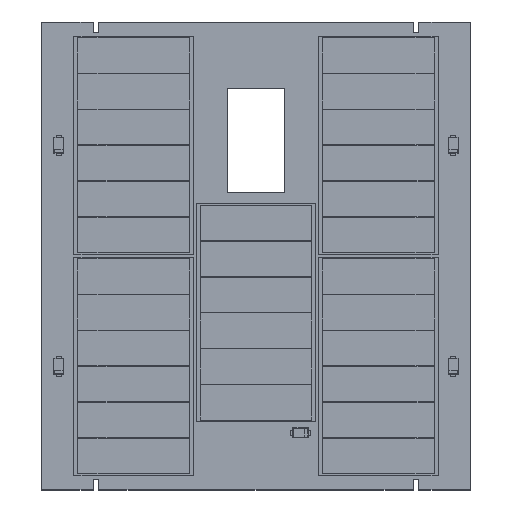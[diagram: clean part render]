
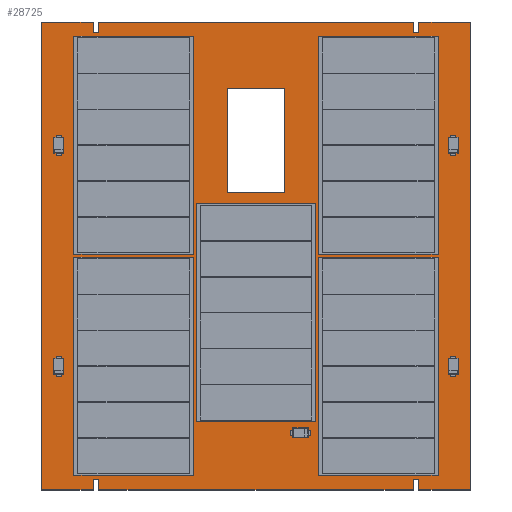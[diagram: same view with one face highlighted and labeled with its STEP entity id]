
A CAD part, top view. The second image highlights one B-rep face of the part: STEP entity #28725.
In plain terms, the highlighted planar face has unit normal (0, 0, 1).
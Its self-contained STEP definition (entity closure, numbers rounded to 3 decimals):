
#27826 = VERTEX_POINT('',#27827);
#27827 = CARTESIAN_POINT('',(116.021,-52.775,1.6));
#27833 = EDGE_CURVE('',#27826,#27834,#27836,.T.);
#27834 = VERTEX_POINT('',#27835);
#27835 = CARTESIAN_POINT('',(117.021,-52.775,1.6));
#27836 = LINE('',#27837,#27838);
#27837 = CARTESIAN_POINT('',(116.021,-52.775,1.6));
#27838 = VECTOR('',#27839,1.);
#27839 = DIRECTION('',(1.,0.,0.));
#27864 = EDGE_CURVE('',#27834,#27865,#27867,.T.);
#27865 = VERTEX_POINT('',#27866);
#27866 = CARTESIAN_POINT('',(117.021,-50.775,1.6));
#27867 = LINE('',#27868,#27869);
#27868 = CARTESIAN_POINT('',(117.021,-52.775,1.6));
#27869 = VECTOR('',#27870,1.);
#27870 = DIRECTION('',(0.,1.,0.));
#27895 = EDGE_CURVE('',#27865,#27896,#27898,.T.);
#27896 = VERTEX_POINT('',#27897);
#27897 = CARTESIAN_POINT('',(177.621,-50.775,1.6));
#27898 = LINE('',#27899,#27900);
#27899 = CARTESIAN_POINT('',(117.021,-50.775,1.6));
#27900 = VECTOR('',#27901,1.);
#27901 = DIRECTION('',(1.,0.,0.));
#27926 = EDGE_CURVE('',#27896,#27927,#27929,.T.);
#27927 = VERTEX_POINT('',#27928);
#27928 = CARTESIAN_POINT('',(177.621,-52.775,1.6));
#27929 = LINE('',#27930,#27931);
#27930 = CARTESIAN_POINT('',(177.621,-50.775,1.6));
#27931 = VECTOR('',#27932,1.);
#27932 = DIRECTION('',(0.,-1.,0.));
#27957 = EDGE_CURVE('',#27927,#27958,#27960,.T.);
#27958 = VERTEX_POINT('',#27959);
#27959 = CARTESIAN_POINT('',(178.621,-52.775,1.6));
#27960 = LINE('',#27961,#27962);
#27961 = CARTESIAN_POINT('',(177.621,-52.775,1.6));
#27962 = VECTOR('',#27963,1.);
#27963 = DIRECTION('',(1.,0.,0.));
#27988 = EDGE_CURVE('',#27958,#27989,#27991,.T.);
#27989 = VERTEX_POINT('',#27990);
#27990 = CARTESIAN_POINT('',(178.621,-50.775,1.6));
#27991 = LINE('',#27992,#27993);
#27992 = CARTESIAN_POINT('',(178.621,-52.775,1.6));
#27993 = VECTOR('',#27994,1.);
#27994 = DIRECTION('',(0.,1.,0.));
#28019 = EDGE_CURVE('',#27989,#28020,#28022,.T.);
#28020 = VERTEX_POINT('',#28021);
#28021 = CARTESIAN_POINT('',(188.621,-50.775,1.6));
#28022 = LINE('',#28023,#28024);
#28023 = CARTESIAN_POINT('',(178.621,-50.775,1.6));
#28024 = VECTOR('',#28025,1.);
#28025 = DIRECTION('',(1.,0.,0.));
#28050 = EDGE_CURVE('',#28020,#28051,#28053,.T.);
#28051 = VERTEX_POINT('',#28052);
#28052 = CARTESIAN_POINT('',(188.621,-140.775,1.6));
#28053 = LINE('',#28054,#28055);
#28054 = CARTESIAN_POINT('',(188.621,-50.775,1.6));
#28055 = VECTOR('',#28056,1.);
#28056 = DIRECTION('',(0.,-1.,0.));
#28081 = EDGE_CURVE('',#28051,#28082,#28084,.T.);
#28082 = VERTEX_POINT('',#28083);
#28083 = CARTESIAN_POINT('',(178.621,-140.775,1.6));
#28084 = LINE('',#28085,#28086);
#28085 = CARTESIAN_POINT('',(188.621,-140.775,1.6));
#28086 = VECTOR('',#28087,1.);
#28087 = DIRECTION('',(-1.,0.,0.));
#28112 = EDGE_CURVE('',#28082,#28113,#28115,.T.);
#28113 = VERTEX_POINT('',#28114);
#28114 = CARTESIAN_POINT('',(178.621,-138.775,1.6));
#28115 = LINE('',#28116,#28117);
#28116 = CARTESIAN_POINT('',(178.621,-140.775,1.6));
#28117 = VECTOR('',#28118,1.);
#28118 = DIRECTION('',(0.,1.,0.));
#28143 = EDGE_CURVE('',#28113,#28144,#28146,.T.);
#28144 = VERTEX_POINT('',#28145);
#28145 = CARTESIAN_POINT('',(177.621,-138.775,1.6));
#28146 = LINE('',#28147,#28148);
#28147 = CARTESIAN_POINT('',(178.621,-138.775,1.6));
#28148 = VECTOR('',#28149,1.);
#28149 = DIRECTION('',(-1.,0.,0.));
#28174 = EDGE_CURVE('',#28144,#28175,#28177,.T.);
#28175 = VERTEX_POINT('',#28176);
#28176 = CARTESIAN_POINT('',(177.621,-140.775,1.6));
#28177 = LINE('',#28178,#28179);
#28178 = CARTESIAN_POINT('',(177.621,-138.775,1.6));
#28179 = VECTOR('',#28180,1.);
#28180 = DIRECTION('',(0.,-1.,0.));
#28205 = EDGE_CURVE('',#28175,#28206,#28208,.T.);
#28206 = VERTEX_POINT('',#28207);
#28207 = CARTESIAN_POINT('',(167.621,-140.775,1.6));
#28208 = LINE('',#28209,#28210);
#28209 = CARTESIAN_POINT('',(177.621,-140.775,1.6));
#28210 = VECTOR('',#28211,1.);
#28211 = DIRECTION('',(-1.,0.,0.));
#28236 = EDGE_CURVE('',#28206,#28237,#28239,.T.);
#28237 = VERTEX_POINT('',#28238);
#28238 = CARTESIAN_POINT('',(154.121,-140.775,1.6));
#28239 = LINE('',#28240,#28241);
#28240 = CARTESIAN_POINT('',(167.621,-140.775,1.6));
#28241 = VECTOR('',#28242,1.);
#28242 = DIRECTION('',(-1.,0.,0.));
#28267 = EDGE_CURVE('',#28237,#28268,#28270,.T.);
#28268 = VERTEX_POINT('',#28269);
#28269 = CARTESIAN_POINT('',(140.521,-140.775,1.6));
#28270 = LINE('',#28271,#28272);
#28271 = CARTESIAN_POINT('',(154.121,-140.775,1.6));
#28272 = VECTOR('',#28273,1.);
#28273 = DIRECTION('',(-1.,0.,0.));
#28298 = EDGE_CURVE('',#28268,#28299,#28301,.T.);
#28299 = VERTEX_POINT('',#28300);
#28300 = CARTESIAN_POINT('',(127.021,-140.775,1.6));
#28301 = LINE('',#28302,#28303);
#28302 = CARTESIAN_POINT('',(140.521,-140.775,1.6));
#28303 = VECTOR('',#28304,1.);
#28304 = DIRECTION('',(-1.,0.,0.));
#28329 = EDGE_CURVE('',#28299,#28330,#28332,.T.);
#28330 = VERTEX_POINT('',#28331);
#28331 = CARTESIAN_POINT('',(117.021,-140.775,1.6));
#28332 = LINE('',#28333,#28334);
#28333 = CARTESIAN_POINT('',(127.021,-140.775,1.6));
#28334 = VECTOR('',#28335,1.);
#28335 = DIRECTION('',(-1.,0.,0.));
#28360 = EDGE_CURVE('',#28330,#28361,#28363,.T.);
#28361 = VERTEX_POINT('',#28362);
#28362 = CARTESIAN_POINT('',(117.021,-138.775,1.6));
#28363 = LINE('',#28364,#28365);
#28364 = CARTESIAN_POINT('',(117.021,-140.775,1.6));
#28365 = VECTOR('',#28366,1.);
#28366 = DIRECTION('',(0.,1.,0.));
#28391 = EDGE_CURVE('',#28361,#28392,#28394,.T.);
#28392 = VERTEX_POINT('',#28393);
#28393 = CARTESIAN_POINT('',(116.021,-138.775,1.6));
#28394 = LINE('',#28395,#28396);
#28395 = CARTESIAN_POINT('',(117.021,-138.775,1.6));
#28396 = VECTOR('',#28397,1.);
#28397 = DIRECTION('',(-1.,0.,0.));
#28422 = EDGE_CURVE('',#28392,#28423,#28425,.T.);
#28423 = VERTEX_POINT('',#28424);
#28424 = CARTESIAN_POINT('',(116.021,-140.775,1.6));
#28425 = LINE('',#28426,#28427);
#28426 = CARTESIAN_POINT('',(116.021,-138.775,1.6));
#28427 = VECTOR('',#28428,1.);
#28428 = DIRECTION('',(0.,-1.,0.));
#28453 = EDGE_CURVE('',#28423,#28454,#28456,.T.);
#28454 = VERTEX_POINT('',#28455);
#28455 = CARTESIAN_POINT('',(106.021,-140.775,1.6));
#28456 = LINE('',#28457,#28458);
#28457 = CARTESIAN_POINT('',(116.021,-140.775,1.6));
#28458 = VECTOR('',#28459,1.);
#28459 = DIRECTION('',(-1.,0.,0.));
#28484 = EDGE_CURVE('',#28454,#28485,#28487,.T.);
#28485 = VERTEX_POINT('',#28486);
#28486 = CARTESIAN_POINT('',(106.021,-50.775,1.6));
#28487 = LINE('',#28488,#28489);
#28488 = CARTESIAN_POINT('',(106.021,-140.775,1.6));
#28489 = VECTOR('',#28490,1.);
#28490 = DIRECTION('',(0.,1.,0.));
#28515 = EDGE_CURVE('',#28485,#28516,#28518,.T.);
#28516 = VERTEX_POINT('',#28517);
#28517 = CARTESIAN_POINT('',(116.021,-50.775,1.6));
#28518 = LINE('',#28519,#28520);
#28519 = CARTESIAN_POINT('',(106.021,-50.775,1.6));
#28520 = VECTOR('',#28521,1.);
#28521 = DIRECTION('',(1.,0.,0.));
#28546 = EDGE_CURVE('',#28516,#27826,#28547,.T.);
#28547 = LINE('',#28548,#28549);
#28548 = CARTESIAN_POINT('',(116.021,-50.775,1.6));
#28549 = VECTOR('',#28550,1.);
#28550 = DIRECTION('',(0.,-1.,0.));
#28570 = VERTEX_POINT('',#28571);
#28571 = CARTESIAN_POINT('',(141.821,-83.575,1.6));
#28577 = EDGE_CURVE('',#28570,#28578,#28580,.T.);
#28578 = VERTEX_POINT('',#28579);
#28579 = CARTESIAN_POINT('',(152.821,-83.575,1.6));
#28580 = LINE('',#28581,#28582);
#28581 = CARTESIAN_POINT('',(141.821,-83.575,1.6));
#28582 = VECTOR('',#28583,1.);
#28583 = DIRECTION('',(1.,0.,0.));
#28608 = EDGE_CURVE('',#28578,#28609,#28611,.T.);
#28609 = VERTEX_POINT('',#28610);
#28610 = CARTESIAN_POINT('',(152.821,-63.575,1.6));
#28611 = LINE('',#28612,#28613);
#28612 = CARTESIAN_POINT('',(152.821,-83.575,1.6));
#28613 = VECTOR('',#28614,1.);
#28614 = DIRECTION('',(0.,1.,0.));
#28639 = EDGE_CURVE('',#28609,#28640,#28642,.T.);
#28640 = VERTEX_POINT('',#28641);
#28641 = CARTESIAN_POINT('',(141.821,-63.575,1.6));
#28642 = LINE('',#28643,#28644);
#28643 = CARTESIAN_POINT('',(152.821,-63.575,1.6));
#28644 = VECTOR('',#28645,1.);
#28645 = DIRECTION('',(-1.,0.,0.));
#28670 = EDGE_CURVE('',#28640,#28570,#28671,.T.);
#28671 = LINE('',#28672,#28673);
#28672 = CARTESIAN_POINT('',(141.821,-63.575,1.6));
#28673 = VECTOR('',#28674,1.);
#28674 = DIRECTION('',(0.,-1.,0.));
#28725 = ADVANCED_FACE('',(#28726,#28752),#28758,.T.);
#28726 = FACE_BOUND('',#28727,.F.);
#28727 = EDGE_LOOP('',(#28728,#28729,#28730,#28731,#28732,#28733,#28734,
    #28735,#28736,#28737,#28738,#28739,#28740,#28741,#28742,#28743,
    #28744,#28745,#28746,#28747,#28748,#28749,#28750,#28751));
#28728 = ORIENTED_EDGE('',*,*,#27833,.T.);
#28729 = ORIENTED_EDGE('',*,*,#27864,.T.);
#28730 = ORIENTED_EDGE('',*,*,#27895,.T.);
#28731 = ORIENTED_EDGE('',*,*,#27926,.T.);
#28732 = ORIENTED_EDGE('',*,*,#27957,.T.);
#28733 = ORIENTED_EDGE('',*,*,#27988,.T.);
#28734 = ORIENTED_EDGE('',*,*,#28019,.T.);
#28735 = ORIENTED_EDGE('',*,*,#28050,.T.);
#28736 = ORIENTED_EDGE('',*,*,#28081,.T.);
#28737 = ORIENTED_EDGE('',*,*,#28112,.T.);
#28738 = ORIENTED_EDGE('',*,*,#28143,.T.);
#28739 = ORIENTED_EDGE('',*,*,#28174,.T.);
#28740 = ORIENTED_EDGE('',*,*,#28205,.T.);
#28741 = ORIENTED_EDGE('',*,*,#28236,.T.);
#28742 = ORIENTED_EDGE('',*,*,#28267,.T.);
#28743 = ORIENTED_EDGE('',*,*,#28298,.T.);
#28744 = ORIENTED_EDGE('',*,*,#28329,.T.);
#28745 = ORIENTED_EDGE('',*,*,#28360,.T.);
#28746 = ORIENTED_EDGE('',*,*,#28391,.T.);
#28747 = ORIENTED_EDGE('',*,*,#28422,.T.);
#28748 = ORIENTED_EDGE('',*,*,#28453,.T.);
#28749 = ORIENTED_EDGE('',*,*,#28484,.T.);
#28750 = ORIENTED_EDGE('',*,*,#28515,.T.);
#28751 = ORIENTED_EDGE('',*,*,#28546,.T.);
#28752 = FACE_BOUND('',#28753,.F.);
#28753 = EDGE_LOOP('',(#28754,#28755,#28756,#28757));
#28754 = ORIENTED_EDGE('',*,*,#28577,.T.);
#28755 = ORIENTED_EDGE('',*,*,#28608,.T.);
#28756 = ORIENTED_EDGE('',*,*,#28639,.T.);
#28757 = ORIENTED_EDGE('',*,*,#28670,.T.);
#28758 = PLANE('',#28759);
#28759 = AXIS2_PLACEMENT_3D('',#28760,#28761,#28762);
#28760 = CARTESIAN_POINT('',(0.,0.,1.6));
#28761 = DIRECTION('',(0.,0.,1.));
#28762 = DIRECTION('',(1.,0.,-0.));
